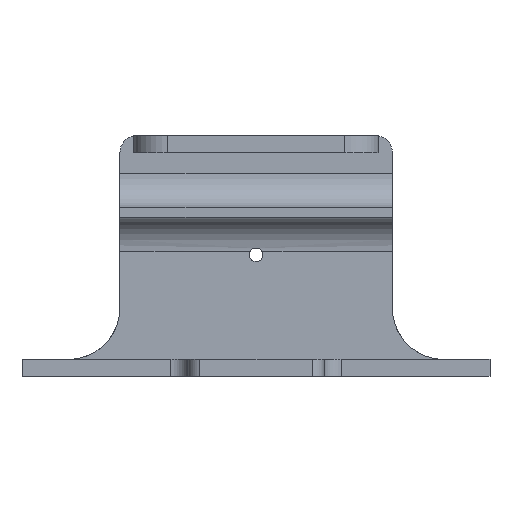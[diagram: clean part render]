
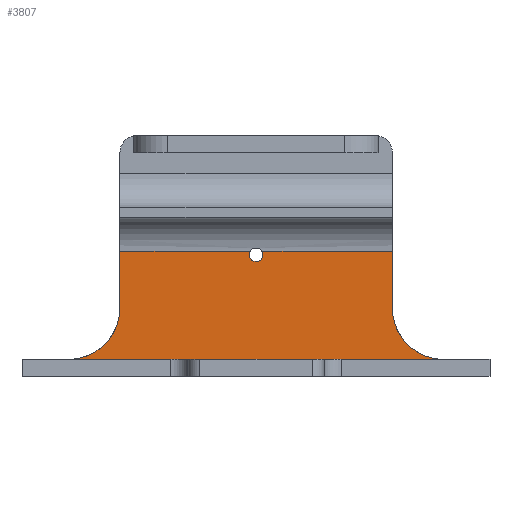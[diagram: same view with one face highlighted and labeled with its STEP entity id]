
A CAD part, front view. The second image highlights one B-rep face of the part: STEP entity #3807.
In plain terms, the highlighted planar face has unit normal (0, -1, 0).
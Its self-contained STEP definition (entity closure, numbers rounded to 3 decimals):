
#391=FACE_OUTER_BOUND('',#683,.T.);
#683=EDGE_LOOP('',(#3210,#3211,#3212,#3213,#3214,#3215,#3216,#3217,#3218,
#3219,#3220));
#960=LINE('',#5986,#1270);
#975=LINE('',#6029,#1285);
#979=LINE('',#6055,#1289);
#1003=LINE('',#6192,#1313);
#1008=LINE('',#6227,#1318);
#1010=LINE('',#6229,#1320);
#1018=LINE('',#6249,#1328);
#1270=VECTOR('',#4847,10.);
#1285=VECTOR('',#4882,10.);
#1289=VECTOR('',#4890,10.);
#1313=VECTOR('',#4998,10.);
#1318=VECTOR('',#5023,10.);
#1320=VECTOR('',#5025,10.);
#1328=VECTOR('',#5047,10.);
#1543=CIRCLE('',#4110,15.);
#1579=CIRCLE('',#4150,15.);
#1584=CIRCLE('',#4164,2.);
#1585=CIRCLE('',#4165,2.);
#1826=VERTEX_POINT('',#5983);
#1827=VERTEX_POINT('',#5985);
#1844=VERTEX_POINT('',#6026);
#1845=VERTEX_POINT('',#6028);
#1850=VERTEX_POINT('',#6039);
#1851=VERTEX_POINT('',#6054);
#1906=VERTEX_POINT('',#6173);
#1908=VERTEX_POINT('',#6190);
#1913=VERTEX_POINT('',#6211);
#1914=VERTEX_POINT('',#6212);
#1919=VERTEX_POINT('',#6246);
#2267=EDGE_CURVE('',#1826,#1827,#960,.T.);
#2289=EDGE_CURVE('',#1845,#1844,#975,.T.);
#2295=EDGE_CURVE('',#1850,#1851,#979,.T.);
#2299=EDGE_CURVE('',#1845,#1850,#1543,.T.);
#2358=EDGE_CURVE('',#1908,#1906,#1003,.T.);
#2359=EDGE_CURVE('',#1906,#1826,#1579,.T.);
#2369=EDGE_CURVE('',#1913,#1844,#1008,.T.);
#2371=EDGE_CURVE('',#1827,#1914,#1010,.T.);
#2379=EDGE_CURVE('',#1913,#1919,#1584,.T.);
#2380=EDGE_CURVE('',#1919,#1914,#1585,.T.);
#2381=EDGE_CURVE('',#1851,#1908,#1018,.T.);
#3210=ORIENTED_EDGE('',*,*,#2295,.F.);
#3211=ORIENTED_EDGE('',*,*,#2299,.F.);
#3212=ORIENTED_EDGE('',*,*,#2289,.T.);
#3213=ORIENTED_EDGE('',*,*,#2369,.F.);
#3214=ORIENTED_EDGE('',*,*,#2379,.T.);
#3215=ORIENTED_EDGE('',*,*,#2380,.T.);
#3216=ORIENTED_EDGE('',*,*,#2371,.F.);
#3217=ORIENTED_EDGE('',*,*,#2267,.F.);
#3218=ORIENTED_EDGE('',*,*,#2359,.F.);
#3219=ORIENTED_EDGE('',*,*,#2358,.F.);
#3220=ORIENTED_EDGE('',*,*,#2381,.F.);
#3671=PLANE('',#4163);
#3807=ADVANCED_FACE('',(#391),#3671,.F.);
#4110=AXIS2_PLACEMENT_3D('',#6061,#4898,#4899);
#4150=AXIS2_PLACEMENT_3D('',#6194,#5001,#5002);
#4163=AXIS2_PLACEMENT_3D('',#6245,#5041,#5042);
#4164=AXIS2_PLACEMENT_3D('',#6247,#5043,#5044);
#4165=AXIS2_PLACEMENT_3D('',#6248,#5045,#5046);
#4847=DIRECTION('',(0.,0.,1.));
#4882=DIRECTION('',(0.,0.,1.));
#4890=DIRECTION('',(0.,0.,-1.));
#4898=DIRECTION('center_axis',(0.,-1.,0.));
#4899=DIRECTION('ref_axis',(-0.707,0.,-0.707));
#4998=DIRECTION('',(0.,0.,1.));
#5001=DIRECTION('center_axis',(0.,-1.,0.));
#5002=DIRECTION('ref_axis',(0.707,0.,-0.707));
#5023=DIRECTION('',(1.,0.,0.));
#5025=DIRECTION('',(1.,0.,0.));
#5041=DIRECTION('center_axis',(0.,1.,0.));
#5042=DIRECTION('ref_axis',(0.,0.,
1.));
#5043=DIRECTION('center_axis',(0.,1.,0.));
#5044=DIRECTION('ref_axis',(0.,0.,
1.));
#5045=DIRECTION('center_axis',(0.,1.,0.));
#5046=DIRECTION('ref_axis',(0.,0.,
1.));
#5047=DIRECTION('',(-1.,0.,0.));
#5983=CARTESIAN_POINT('',(2150.098,1998.617,-42.681));
#5985=CARTESIAN_POINT('',(2150.098,1998.617,-25.978));
#5986=CARTESIAN_POINT('',(2150.098,1998.617,-51.681));
#6026=CARTESIAN_POINT('',(2230.098,1998.617,-25.978));
#6028=CARTESIAN_POINT('',(2230.098,1998.617,-42.681));
#6029=CARTESIAN_POINT('',(2230.098,1998.617,2.987));
#6039=CARTESIAN_POINT('',(2243.758,1998.617,-57.621));
#6054=CARTESIAN_POINT('',(2243.758,1998.617,-57.681));
#6055=CARTESIAN_POINT('',(2243.758,1998.617,-58.931));
#6061=CARTESIAN_POINT('Origin',(2245.098,1998.617,-42.681));
#6173=CARTESIAN_POINT('',(2136.438,1998.617,-57.621));
#6190=CARTESIAN_POINT('',(2136.438,1998.617,-57.681));
#6192=CARTESIAN_POINT('',(2136.438,1998.617,-58.931));
#6194=CARTESIAN_POINT('Origin',(2135.098,1998.617,-42.681));
#6211=CARTESIAN_POINT('',(2191.809,1998.617,-25.978));
#6212=CARTESIAN_POINT('',(2188.387,1998.617,-25.978));
#6227=CARTESIAN_POINT('',(2170.098,1998.617,-25.978));
#6229=CARTESIAN_POINT('',(2170.098,1998.617,-25.978));
#6245=CARTESIAN_POINT('Origin',(2190.098,1998.617,-27.013));
#6246=CARTESIAN_POINT('',(2190.098,1998.617,-29.013));
#6247=CARTESIAN_POINT('Origin',(2190.098,1998.617,-27.013));
#6248=CARTESIAN_POINT('Origin',(2190.098,1998.617,-27.013));
#6249=CARTESIAN_POINT('',(2205.082,1998.617,-57.681));
